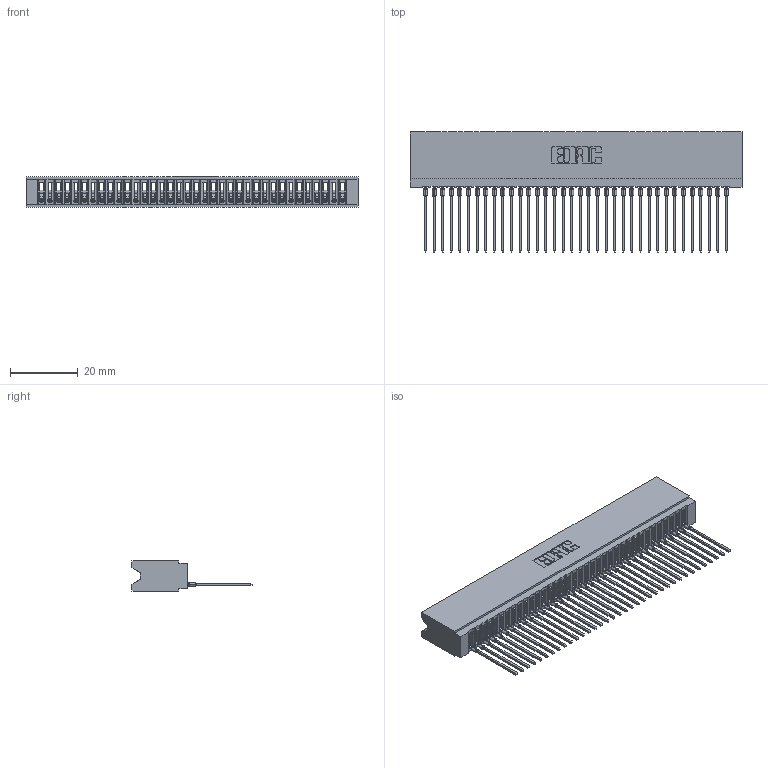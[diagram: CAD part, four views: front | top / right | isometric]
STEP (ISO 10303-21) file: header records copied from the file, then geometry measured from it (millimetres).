
FILE_DESCRIPTION (( 'STEP AP203' ), '1' );
FILE_NAME ('745-036-541-106.STEP', '2026-02-25T18:33:57', ( '' ), ( '' ), 'SwSTEP 2.0', 'SolidWorks 2023', '' );
FILE_SCHEMA (( 'CONFIG_CONTROL_DESIGN' ));
Length unit declared in the file: millimetre
Products named in the file (3): 745-292-001_541; 745 Part_Insulator Option - 06; 745-036-541-106
Assembly tree (37 placements, depth 2):
  745-036-541-106
    745 Part_Insulator Option - 06
    745-292-001_541  x36
Bounding box: 98.04 x 35.45 x 8.89 mm (x, y, z)
Volume: 8667 mm3; surface area: 16760.4 mm2
Topology: 37 solids, 37 shells, 4128 faces, 11348 edges, 7156 vertices
Faces by surface type: plane 2468, cylinder 724, bspline 720, torus 216
Entity records: 60294 total; most frequent: CARTESIAN_POINT 11126, ORIENTED_EDGE 10586, DIRECTION 9181, EDGE_CURVE 5293, LINE 4895, VECTOR 4895, VERTEX_POINT 3376, AXIS2_PLACEMENT_3D 2143
